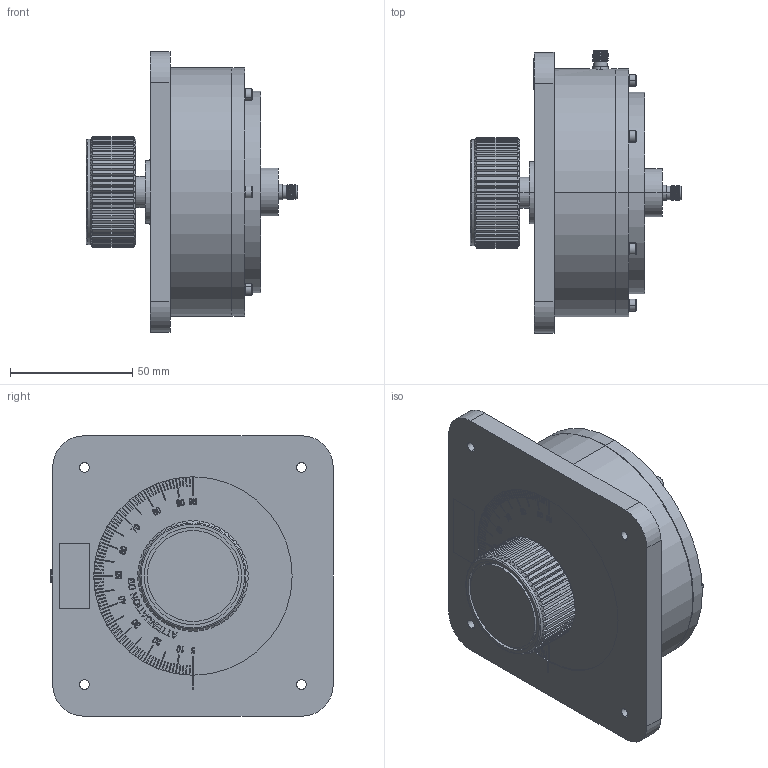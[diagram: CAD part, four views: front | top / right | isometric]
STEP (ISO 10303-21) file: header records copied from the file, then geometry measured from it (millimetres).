
FILE_DESCRIPTION (( 'STEP AP214' ), '1' );
FILE_NAME ('SA2090_3D.step', '2023-05-17T21:44:54', ( '' ), ( '' ), 'SwSTEP 2.0', 'SolidWorks 2022', '' );
FILE_SCHEMA (( 'AUTOMOTIVE_DESIGN' ));
Length unit declared in the file: inch
Products named in the file (1): SA2090_3D
Bounding box: 86.65 x 115.57 x 114.81 mm (x, y, z)
Volume: 422166.4 mm3; surface area: 50401.7 mm2
Topology: 1 solids, 1 shells, 1426 faces, 3483 edges, 2240 vertices
Faces by surface type: plane 820, cylinder 226, bspline 224, cone 150, torus 6
Entity records: 58219 total; most frequent: CARTESIAN_POINT 26462, ORIENTED_EDGE 6966, DIRECTION 5633, EDGE_CURVE 3483, VERTEX_POINT 2240, LINE 2107, VECTOR 2107, AXIS2_PLACEMENT_3D 1763
